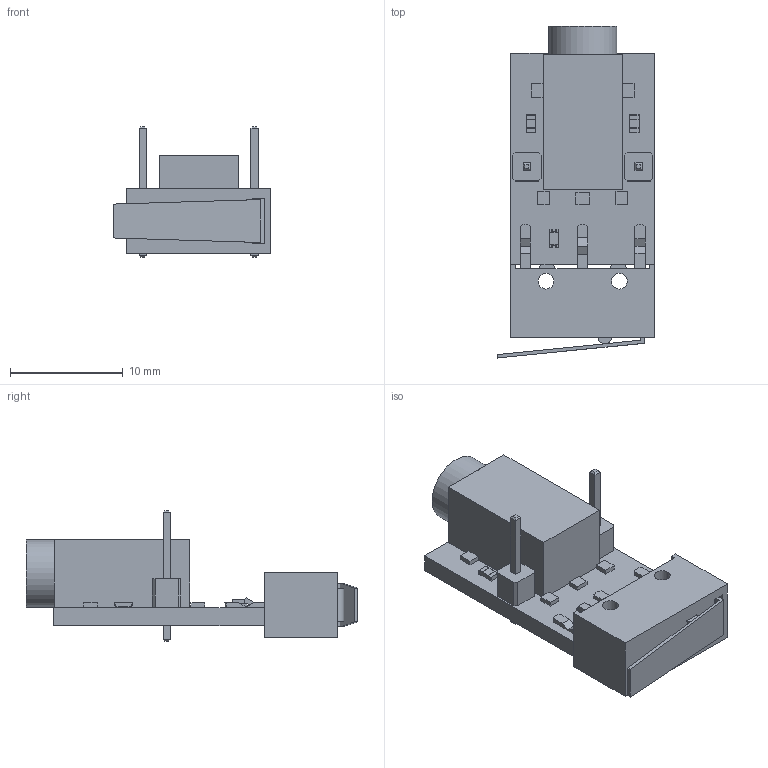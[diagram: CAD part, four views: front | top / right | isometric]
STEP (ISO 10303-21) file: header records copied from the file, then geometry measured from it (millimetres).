
FILE_DESCRIPTION(('KiCad electronic assembly'),'2;1');
FILE_NAME('pisakUS.stp','2018-07-23T10:20:54',('An Author'),('A Company' ),'Open CASCADE STEP processor 6.8','KiCad to STEP converter', 'Unknown');
FILE_SCHEMA(('AUTOMOTIVE_DESIGN_CC2 { 1 2 10303 214 -1 1 5 4 }'));
Length unit declared in the file: millimetre
Products named in the file (12): Open CASCADE STEP translator 6.8 1; R_0603; SOLID; D2FS-FL-N-T; COMPOUND; LED_0603; 1503_13_VP3; Pin_Header_Straight_1x01_Pitch2.54mm
Assembly tree (13 placements, depth 3):
  Open CASCADE STEP translator 6.8 1
    R_0603  x2
      SOLID
    D2FS-FL-N-T
      COMPOUND
    LED_0603
      COMPOUND
    1503_13_VP3
      COMPOUND
    Pin_Header_Straight_1x01_Pitch2.54mm  x2
      SOLID
    COMPOUND
Bounding box: 13.98 x 29.38 x 11.54 mm (x, y, z)
Volume: 1452.8 mm3; surface area: 1871.3 mm2
Topology: 24 solids, 24 shells, 343 faces, 816 edges, 524 vertices
Faces by surface type: plane 275, cylinder 58, sphere 8, bspline 2
Full cylindrical faces by diameter (mm): 1 x4, 1.1 x2, 6 x1
Entity records: 24278 total; most frequent: CARTESIAN_POINT 8903, DIRECTION 2436, LINE 1596, VECTOR 1596, ORIENTED_EDGE 1332, PCURVE 1332, DEFINITIONAL_REPRESENTATION 1332, EDGE_CURVE 666
